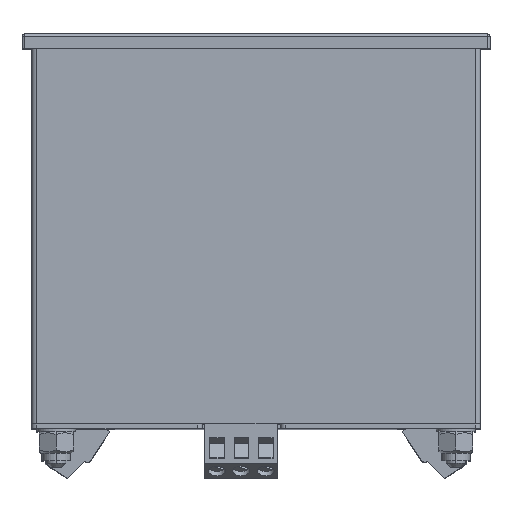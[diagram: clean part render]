
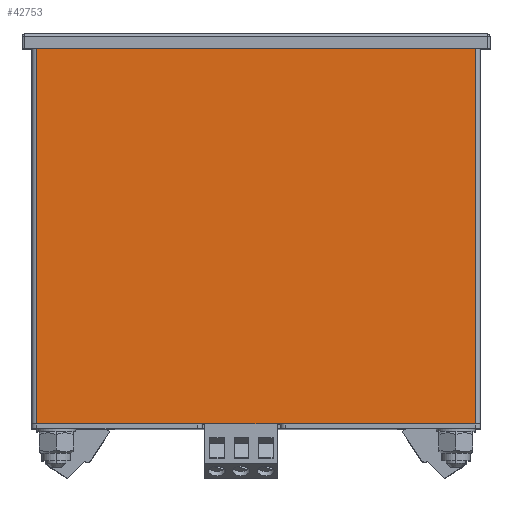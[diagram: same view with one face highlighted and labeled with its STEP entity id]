
A CAD part, top view. The second image highlights one B-rep face of the part: STEP entity #42753.
In plain terms, the highlighted planar face has unit normal (0, 0, 1).
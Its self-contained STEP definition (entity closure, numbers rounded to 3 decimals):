
#42636=CARTESIAN_POINT('',(45.,0.,46.));
#42637=VERTEX_POINT('',#42636);
#42638=CARTESIAN_POINT('',(-45.,0.,46.));
#42639=VERTEX_POINT('',#42638);
#42640=CARTESIAN_POINT('',(45.,0.,46.));
#42641=DIRECTION('',(-1.,0.,0.));
#42642=VECTOR('',#42641,90.);
#42643=LINE('',#42640,#42642);
#42644=EDGE_CURVE('',#42637,#42639,#42643,.T.);
#42723=CARTESIAN_POINT('',(46.,-77.,46.));
#42724=DIRECTION('',(0.,0.,-1.));
#42725=DIRECTION('',(-1.,0.,0.));
#42726=AXIS2_PLACEMENT_3D('',#42723,#42724,#42725);
#42727=PLANE('',#42726);
#42728=CARTESIAN_POINT('',(45.,-77.,46.));
#42729=VERTEX_POINT('',#42728);
#42730=CARTESIAN_POINT('',(-45.,-77.,46.));
#42731=VERTEX_POINT('',#42730);
#42732=CARTESIAN_POINT('',(45.,-77.,46.));
#42733=DIRECTION('',(-1.,0.,0.));
#42734=VECTOR('',#42733,90.);
#42735=LINE('',#42732,#42734);
#42736=EDGE_CURVE('',#42729,#42731,#42735,.T.);
#42737=ORIENTED_EDGE('',*,*,#42736,.F.);
#42738=CARTESIAN_POINT('',(45.,-77.,46.));
#42739=DIRECTION('',(0.,1.,0.));
#42740=VECTOR('',#42739,77.);
#42741=LINE('',#42738,#42740);
#42742=EDGE_CURVE('',#42729,#42637,#42741,.T.);
#42743=ORIENTED_EDGE('',*,*,#42742,.T.);
#42744=ORIENTED_EDGE('',*,*,#42644,.T.);
#42745=CARTESIAN_POINT('',(-45.,0.,46.));
#42746=DIRECTION('',(-0.,-1.,-0.));
#42747=VECTOR('',#42746,77.);
#42748=LINE('',#42745,#42747);
#42749=EDGE_CURVE('',#42639,#42731,#42748,.T.);
#42750=ORIENTED_EDGE('',*,*,#42749,.T.);
#42751=EDGE_LOOP('',(#42737,#42743,#42744,#42750));
#42752=FACE_BOUND('',#42751,.T.);
#42753=ADVANCED_FACE('',(#42752),#42727,.F.);
